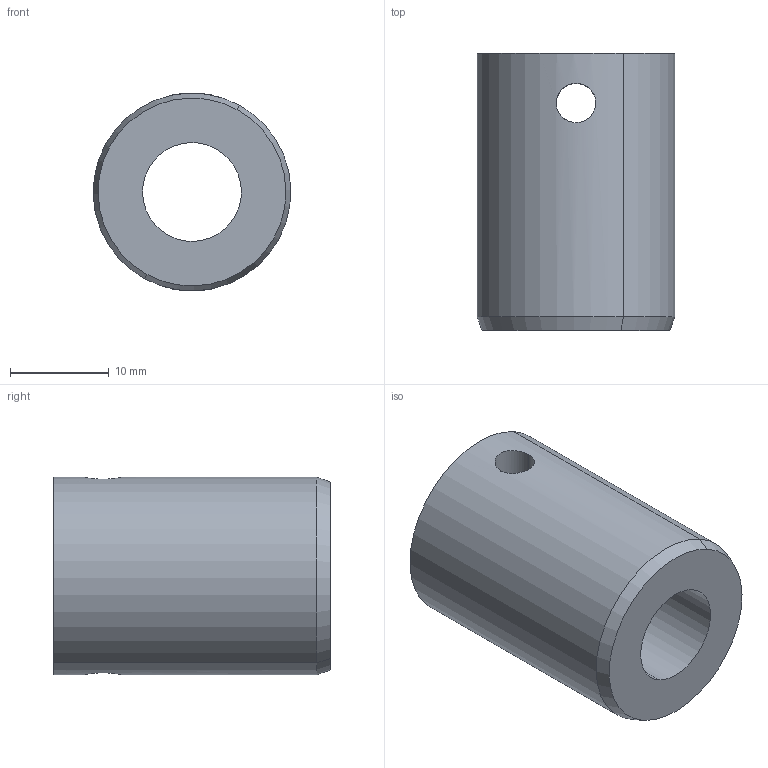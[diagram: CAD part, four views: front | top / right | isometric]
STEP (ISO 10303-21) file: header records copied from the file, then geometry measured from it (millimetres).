
FILE_DESCRIPTION(('CATIA V5 STEP Exchange'),'2;1');
FILE_NAME('EOLX1.2-D-130-006_A.stp','2020-01-30T22:15:48+00:00',('none'),('none'),'CATIA Version 5 Release 21 GA (IN-10)','CATIA V5 STEP AP203','none');
FILE_SCHEMA(('CONFIG_CONTROL_DESIGN'));
Length unit declared in the file: millimetre
Products named in the file (1): EOLX1.2-D-130-006_A
Bounding box: 19.99 x 28 x 20 mm (x, y, z)
Volume: 6432.4 mm3; surface area: 3143.1 mm2
Topology: 1 solids, 1 shells, 14 faces, 32 edges, 20 vertices
Faces by surface type: cylinder 8, cone 4, plane 2
Entity records: 491 total; most frequent: CARTESIAN_POINT 161, ORIENTED_EDGE 64, DIRECTION 40, EDGE_CURVE 32, AXIS2_PLACEMENT_3D 21, EDGE_LOOP 20, VERTEX_POINT 20, ADVANCED_FACE 14
